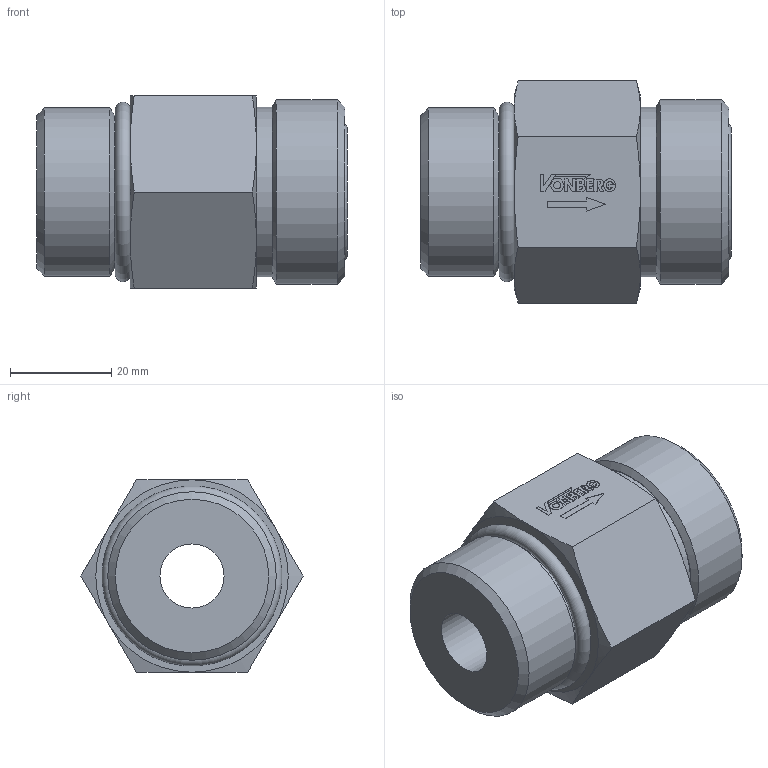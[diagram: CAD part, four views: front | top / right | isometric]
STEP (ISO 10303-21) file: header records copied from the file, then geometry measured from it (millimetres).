
FILE_DESCRIPTION((''),'2;1');
FILE_NAME('28009-816.stp','2015-02-16T15:58:37',('jml'),(''),'Autodesk Inventor 2010','Autodesk Inventor 2010','');
FILE_SCHEMA(('AUTOMOTIVE_DESIGN { 1 0 10303 214 1 1 1 1 }'));
Length unit declared in the file: inch
Products named in the file (4): 28009-816; 221103; 021 O-RING; 916 O-RING
Assembly tree (3 placements, depth 2):
  28009-816
    221103
    021 O-RING
    916 O-RING
Bounding box: 61.42 x 43.99 x 38.1 mm (x, y, z)
Volume: 57367.5 mm3; surface area: 13701.8 mm2
Topology: 3 solids, 3 shells, 136 faces, 330 edges, 214 vertices
Faces by surface type: plane 96, cylinder 21, cone 16, torus 2, bspline 1
Full cylindrical faces by diameter (mm): 1.392 x1, 22.2 x1, 26.772 x1, 30.404 x1, 33.325 x1, 33.528 x1, 36.5 x1
Entity records: 4097 total; most frequent: CARTESIAN_POINT 738, DIRECTION 640, ORIENTED_EDGE 634, EDGE_CURVE 317, VECTOR 230, LINE 230, VERTEX_POINT 213, AXIS2_PLACEMENT_3D 205
